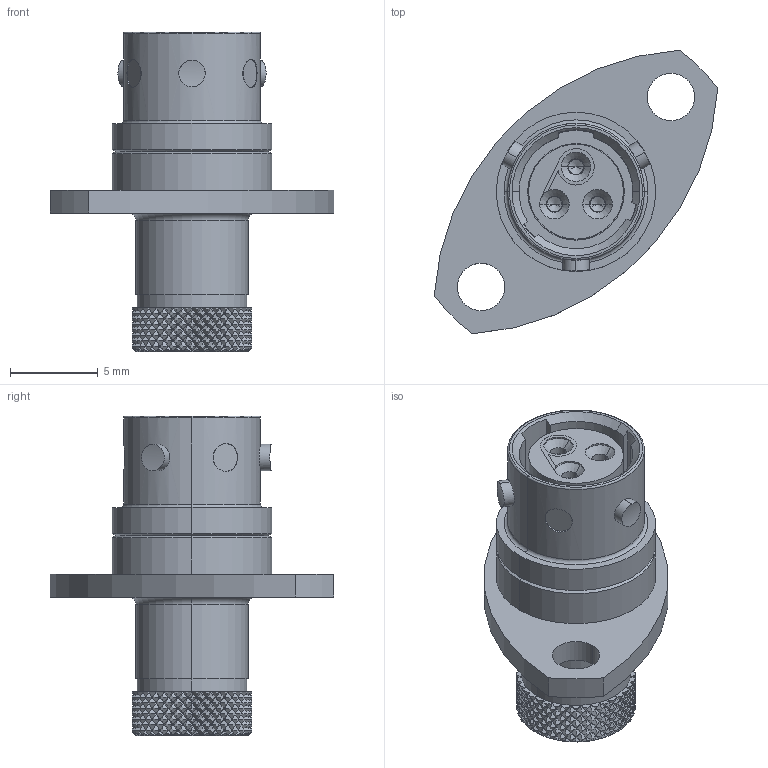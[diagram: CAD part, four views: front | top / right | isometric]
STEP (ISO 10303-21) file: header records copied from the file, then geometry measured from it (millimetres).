
FILE_DESCRIPTION (( 'STEP AP214' ), '1' );
FILE_NAME ('ASX002-03SA-HE.STEP', '2015-11-24T11:02:22', ( 'TE Connectivity' ), ( 'TE Connectivity' ), 'SwSTEP 2.0', 'SolidWorks 2014', '' );
FILE_SCHEMA (( 'AUTOMOTIVE_DESIGN' ));
Length unit declared in the file: millimetre
Products named in the file (1): ASX002-03SA-HE
Bounding box: 16.16 x 16.16 x 18.2 mm (x, y, z)
Volume: 781.7 mm3; surface area: 2429.4 mm2
Topology: 19 solids, 19 shells, 2156 faces, 4540 edges, 2449 vertices
Faces by surface type: bspline 1189, cylinder 547, plane 185, cone 130, torus 105
Entity records: 141237 total; most frequent: CARTESIAN_POINT 84624, ORIENTED_EDGE 9064, EDGE_CURVE 4532, DIRECTION 4284, VERTEX_POINT 2449, EDGE_LOOP 2235, UNCERTAINTY_MEASURE_WITH_UNIT 2177, MECHANICAL_DESIGN_GEOMETRIC_PRESENTATION_REPRESENTATION 2176
